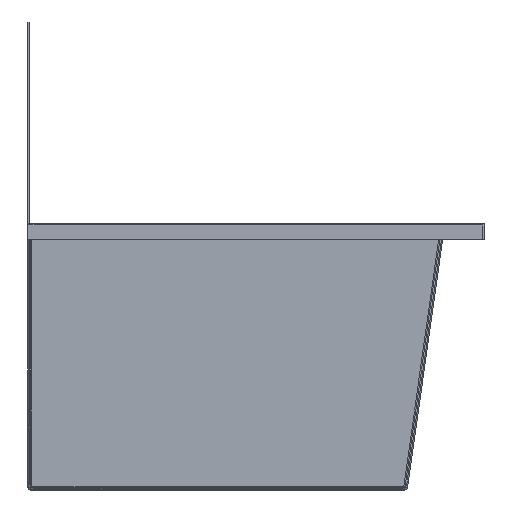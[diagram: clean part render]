
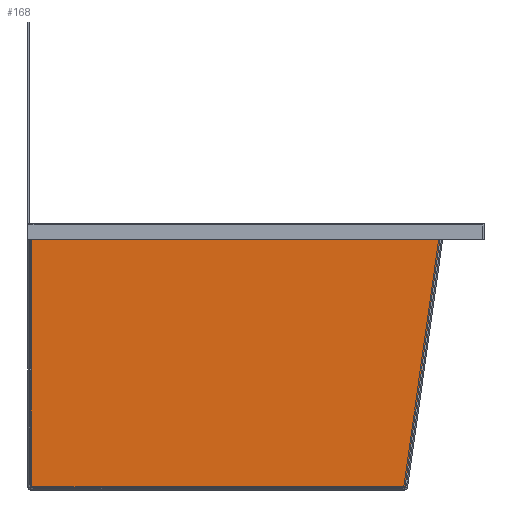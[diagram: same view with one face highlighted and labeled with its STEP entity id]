
A CAD part, left-side view. The second image highlights one B-rep face of the part: STEP entity #168.
In plain terms, the highlighted planar face has unit normal (-1, 0, 0).
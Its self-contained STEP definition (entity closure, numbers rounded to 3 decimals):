
#168 = ADVANCED_FACE( '', ( #360 ), #361, .F. );
#360 = FACE_OUTER_BOUND( '', #684, .T. );
#361 = PLANE( '', #685 );
#684 = EDGE_LOOP( '', ( #1427, #1428, #1429, #1430 ) );
#685 = AXIS2_PLACEMENT_3D( '', #1431, #1432, #1433 );
#1427 = ORIENTED_EDGE( '', *, *, #1867, .T. );
#1428 = ORIENTED_EDGE( '', *, *, #1754, .T. );
#1429 = ORIENTED_EDGE( '', *, *, #1868, .T. );
#1430 = ORIENTED_EDGE( '', *, *, #1817, .T. );
#1431 = CARTESIAN_POINT( '', ( -1170., 155., 99. ) );
#1432 = DIRECTION( '', ( 1., 0., 0. ) );
#1433 = DIRECTION( '', ( 0., 1., 0. ) );
#1754 = EDGE_CURVE( '', #2031, #2029, #2032, .F. );
#1817 = EDGE_CURVE( '', #2024, #2127, #2129, .F. );
#1867 = EDGE_CURVE( '', #2127, #2031, #2199, .F. );
#1868 = EDGE_CURVE( '', #2029, #2024, #2200, .F. );
#2024 = VERTEX_POINT( '', #2426 );
#2029 = VERTEX_POINT( '', #2431 );
#2031 = VERTEX_POINT( '', #2433 );
#2032 = LINE( '', #2434, #2435 );
#2127 = VERTEX_POINT( '', #2584 );
#2129 = LINE( '', #2586, #2587 );
#2199 = LINE( '', #2722, #2723 );
#2200 = LINE( '', #2724, #2725 );
#2426 = CARTESIAN_POINT( '', ( -1170., -125.263, -97. ) );
#2431 = CARTESIAN_POINT( '', ( -1170., 153., -97. ) );
#2433 = CARTESIAN_POINT( '', ( -1170., 153., 96.1 ) );
#2434 = CARTESIAN_POINT( '', ( -1170., 153., 99. ) );
#2435 = VECTOR( '', #2938, 1000. );
#2584 = CARTESIAN_POINT( '', ( -1170., -152.57, 96.1 ) );
#2586 = CARTESIAN_POINT( '', ( -1170., -146.942, 56.301 ) );
#2587 = VECTOR( '', #3020, 1000. );
#2722 = CARTESIAN_POINT( '', ( -1170., 155., 96.1 ) );
#2723 = VECTOR( '', #3072, 1000. );
#2724 = CARTESIAN_POINT( '', ( -1170., 155., -97. ) );
#2725 = VECTOR( '', #3073, 1000. );
#2938 = DIRECTION( '', ( 0., 0., 1. ) );
#3020 = DIRECTION( '', ( 0., 0.14, -0.99 ) );
#3072 = DIRECTION( '', ( 0., -1., 0. ) );
#3073 = DIRECTION( '', ( 0., 1., 0. ) );
